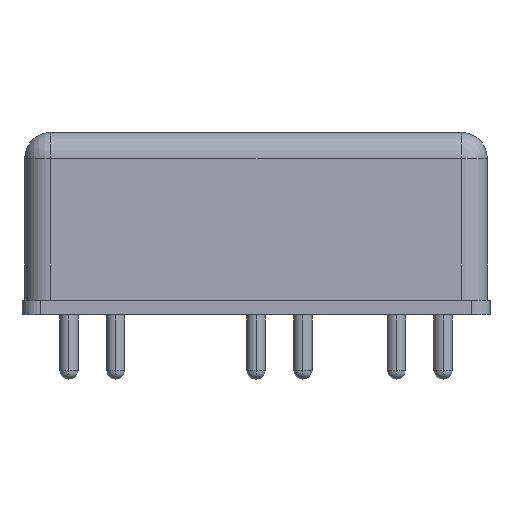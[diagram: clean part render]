
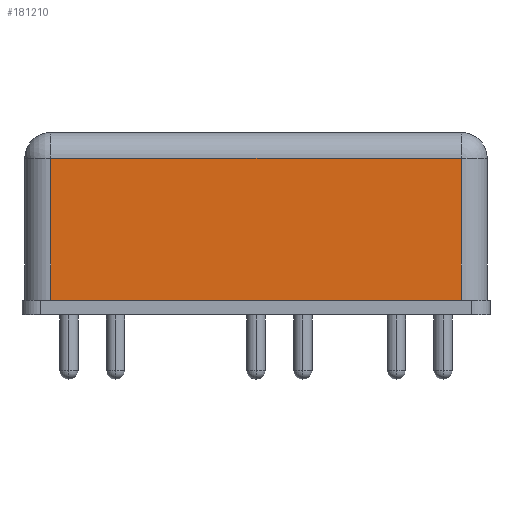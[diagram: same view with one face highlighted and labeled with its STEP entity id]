
A CAD part, left-side view. The second image highlights one B-rep face of the part: STEP entity #181210.
In plain terms, the highlighted planar face has unit normal (-1, 0, 0).
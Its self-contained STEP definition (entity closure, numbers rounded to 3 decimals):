
#1540=CARTESIAN_POINT('',(0.15,1.55,7.1));
#1550=VERTEX_POINT('',#1540);
#1580=CARTESIAN_POINT('',(0.15,0.,7.1));
#1590=DIRECTION('',(0.,-1.,0.));
#1600=VECTOR('',#1590,1.);
#1610=LINE('',#1580,#1600);
#1620=CARTESIAN_POINT('',(0.15,23.85,7.1));
#1630=VERTEX_POINT('',#1620);
#1640=EDGE_CURVE('',#1630,#1550,#1610,.T.);
#180910=CARTESIAN_POINT('',(0.15,0.15,0.8));
#180920=DIRECTION('',(-1.,0.,0.));
#180930=DIRECTION('',(0.,1.,0.));
#180940=AXIS2_PLACEMENT_3D('',#180910,#180920,#180930);
#180950=PLANE('',#180940);
#180960=CARTESIAN_POINT('',(0.15,0.,-0.6));
#180970=DIRECTION('',(0.,-1.,0.));
#180980=VECTOR('',#180970,1.);
#180990=LINE('',#180960,#180980);
#181000=CARTESIAN_POINT('',(0.15,23.85,-0.6));
#181010=VERTEX_POINT('',#181000);
#181020=CARTESIAN_POINT('',(0.15,1.55,-0.6));
#181030=VERTEX_POINT('',#181020);
#181040=EDGE_CURVE('',#181010,#181030,#180990,.T.);
#181050=ORIENTED_EDGE('',*,*,#181040,.T.);
#181060=CARTESIAN_POINT('',(0.15,23.85,0.8));
#181070=DIRECTION('',(0.,0.,-1.));
#181080=VECTOR('',#181070,1.);
#181090=LINE('',#181060,#181080);
#181100=EDGE_CURVE('',#1630,#181010,#181090,.T.);
#181110=ORIENTED_EDGE('',*,*,#181100,.T.);
#181120=ORIENTED_EDGE('',*,*,#1640,.F.);
#181130=CARTESIAN_POINT('',(0.15,1.55,0.8));
#181140=DIRECTION('',(0.,0.,1.));
#181150=VECTOR('',#181140,1.);
#181160=LINE('',#181130,#181150);
#181170=EDGE_CURVE('',#181030,#1550,#181160,.T.);
#181180=ORIENTED_EDGE('',*,*,#181170,.T.);
#181190=EDGE_LOOP('',(#181180,#181120,#181110,#181050));
#181200=FACE_OUTER_BOUND('',#181190,.T.);
#181210=ADVANCED_FACE('',(#181200),#180950,.T.);
